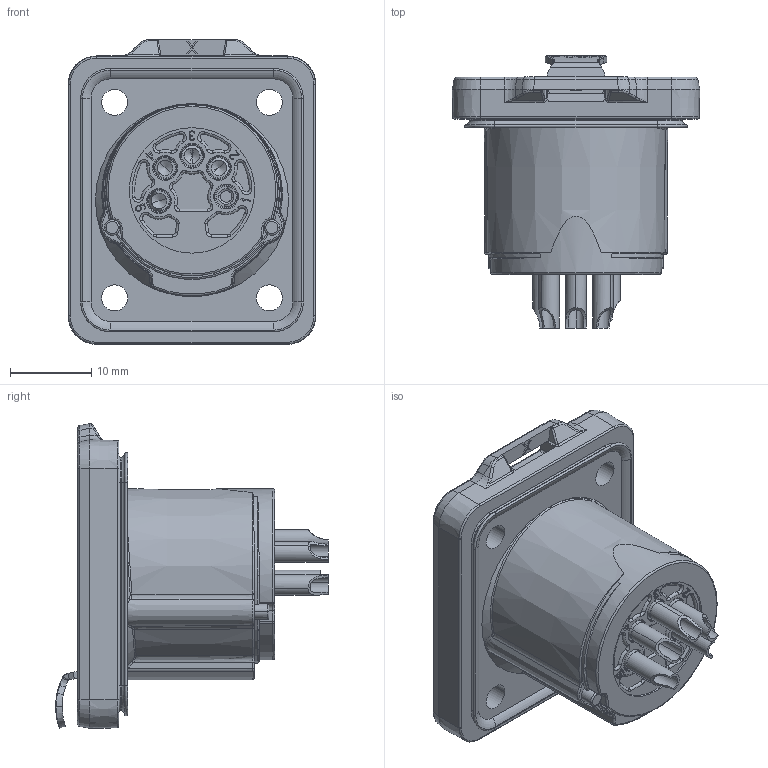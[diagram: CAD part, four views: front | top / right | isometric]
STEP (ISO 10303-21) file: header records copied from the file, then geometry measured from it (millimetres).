
FILE_DESCRIPTION((''),'2;1');
FILE_NAME('30011071','2023-11-08T10:50:01',('SYSTEM'),(''),'CREO PARAMETRIC BY PTC INC, 2021184','CREO PARAMETRIC BY PTC INC, 2021184','');
FILE_SCHEMA(('CONFIG_CONTROL_DESIGN'));
Length unit declared in the file: millimetre
Products named in the file (1): 30011071
Bounding box: 30.4 x 33.46 x 37.4 mm (x, y, z)
Volume: 12396.8 mm3; surface area: 5511.3 mm2
Topology: 1 solids, 4 shells, 1106 faces, 2858 edges, 1820 vertices
Faces by surface type: plane 608, cylinder 196, torus 134, bspline 101, cone 57, extrusion 8, sphere 2
Entity records: 37953 total; most frequent: CARTESIAN_POINT 11660, ORIENTED_EDGE 5700, DIRECTION 5114, EDGE_CURVE 2850, VERTEX_POINT 1820, AXIS2_PLACEMENT_3D 1718, VECTOR 1678, LINE 1670
